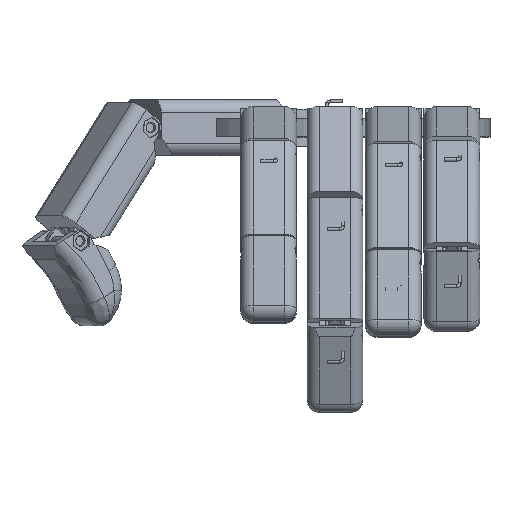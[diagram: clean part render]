
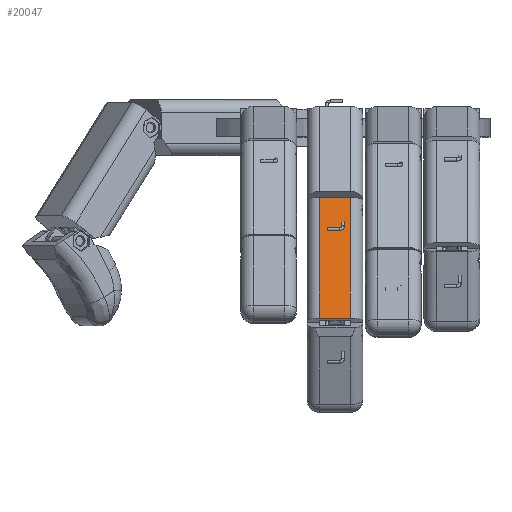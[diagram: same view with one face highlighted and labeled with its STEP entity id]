
A CAD part, top view. The second image highlights one B-rep face of the part: STEP entity #20047.
In plain terms, the highlighted face is planar.
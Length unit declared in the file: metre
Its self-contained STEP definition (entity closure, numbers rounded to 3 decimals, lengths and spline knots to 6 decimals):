
#1938=ORIENTED_EDGE('',*,*,#7542,.T.);
#1939=ORIENTED_EDGE('',*,*,#7583,.T.);
#1940=ORIENTED_EDGE('',*,*,#7534,.F.);
#1941=ORIENTED_EDGE('',*,*,#7584,.T.);
#7534=EDGE_CURVE('',#10372,#10373,#12291,.T.);
#7542=EDGE_CURVE('',#10380,#10379,#12296,.T.);
#7583=EDGE_CURVE('',#10379,#10373,#12321,.T.);
#7584=EDGE_CURVE('',#10372,#10380,#12322,.F.);
#10372=VERTEX_POINT('',#29801);
#10373=VERTEX_POINT('',#29803);
#10379=VERTEX_POINT('',#29817);
#10380=VERTEX_POINT('',#29819);
#12291=LINE('',#29802,#14252);
#12296=LINE('',#29818,#14257);
#12321=LINE('',#29898,#14282);
#12322=LINE('',#29899,#14283);
#14252=VECTOR('',#23710,1.);
#14257=VECTOR('',#23723,1.);
#14282=VECTOR('',#23800,1.);
#14283=VECTOR('',#23801,1.);
#16190=EDGE_LOOP('',(#1938,#1939,#1940,#1941));
#17753=FACE_BOUND('',#16190,.T.);
#19301=PLANE('',#21599);
#20047=ADVANCED_FACE('',(#17753),#19301,.F.);
#21599=AXIS2_PLACEMENT_3D('',#29897,#23798,#23799);
#23710=DIRECTION('',(-1.,0.,0.));
#23723=DIRECTION('',(-1.,0.,0.));
#23798=DIRECTION('',(0.,-1.,0.));
#23799=DIRECTION('',(1.,0.,0.));
#23800=DIRECTION('',(0.,0.,1.));
#23801=DIRECTION('',(0.,0.,1.));
#29801=CARTESIAN_POINT('',(0.005,0.006,0.02));
#29802=CARTESIAN_POINT('',(0.,0.006,0.02));
#29803=CARTESIAN_POINT('',(-0.005,0.006,0.02));
#29817=CARTESIAN_POINT('',(-0.005,0.006,-0.02));
#29818=CARTESIAN_POINT('',(0.,0.006,-0.02));
#29819=CARTESIAN_POINT('',(0.005,0.006,-0.02));
#29897=CARTESIAN_POINT('',(0.,0.006,0.));
#29898=CARTESIAN_POINT('',(-0.005,0.006,0.02));
#29899=CARTESIAN_POINT('',(0.005,0.006,0.));
